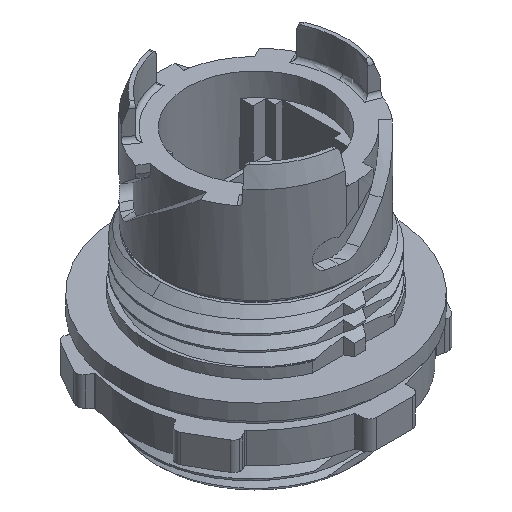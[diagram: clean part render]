
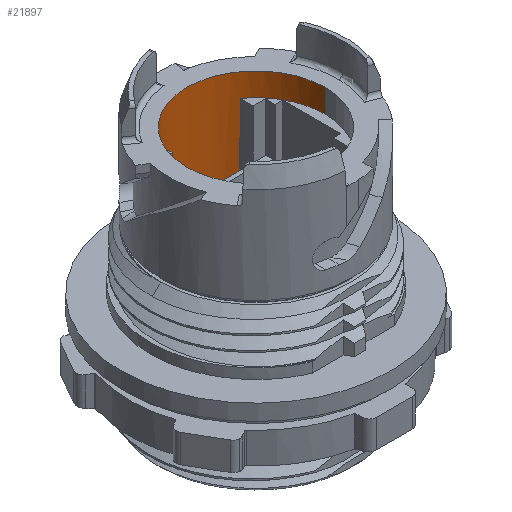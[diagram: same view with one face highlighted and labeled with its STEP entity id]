
A CAD part, isometric view. The second image highlights one B-rep face of the part: STEP entity #21897.
In plain terms, the highlighted cylindrical face has radius 8.725 mm (diameter 17.45 mm), a partial arc.
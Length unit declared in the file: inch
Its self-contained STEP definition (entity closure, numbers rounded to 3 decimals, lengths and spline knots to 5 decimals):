
#667 = EDGE_CURVE ( 'NONE', #6762, #23820, #11331, .T. ) ;
#1351 = CARTESIAN_POINT ( 'NONE',  ( 0.19691, 0.28146, 0.09144 ) ) ;
#1516 = CARTESIAN_POINT ( 'NONE',  ( -0.20133, 0.27832, 0.59843 ) ) ;
#1610 = DIRECTION ( 'NONE',  ( 0., 0., 1. ) ) ;
#1623 = CIRCLE ( 'NONE', #7665, 0.3435 ) ;
#1883 = DIRECTION ( 'NONE',  ( 0., -1., 0. ) ) ;
#2730 = DIRECTION ( 'NONE',  ( 0., -1., 0. ) ) ;
#2843 = CARTESIAN_POINT ( 'NONE',  ( 0., 0., 0.59843 ) ) ;
#3263 = CARTESIAN_POINT ( 'NONE',  ( -0.19839, 0.28043, 0.26138 ) ) ;
#4030 = DIRECTION ( 'NONE',  ( 0., 0., 1. ) ) ;
#4067 = ORIENTED_EDGE ( 'NONE', *, *, #31340, .F. ) ;
#4525 = CARTESIAN_POINT ( 'NONE',  ( 0.19839, 0.28043, 0.26138 ) ) ;
#4566 = FACE_OUTER_BOUND ( 'NONE', #29002, .T. ) ;
#5249 = CARTESIAN_POINT ( 'NONE',  ( 0., 0., 0.09144 ) ) ;
#5909 = CARTESIAN_POINT ( 'NONE',  ( -0.3435, 0., 0.71378 ) ) ;
#5939 = VERTEX_POINT ( 'NONE', #6504 ) ;
#6431 = DIRECTION ( 'NONE',  ( 0., 0., -1. ) ) ;
#6504 = CARTESIAN_POINT ( 'NONE',  ( 0.20133, 0.27832, 0.59843 ) ) ;
#6762 = VERTEX_POINT ( 'NONE', #1516 ) ;
#7665 = AXIS2_PLACEMENT_3D ( 'NONE', #5249, #8379, #1883 ) ;
#7768 = CARTESIAN_POINT ( 'NONE',  ( -0.20133, 0.27832, 0.59843 ) ) ;
#8338 = CIRCLE ( 'NONE', #32902, 0.3435 ) ;
#8379 = DIRECTION ( 'NONE',  ( 0., 0., 1. ) ) ;
#9369 = VECTOR ( 'NONE', #36065, 39.37008 ) ;
#11297 = CARTESIAN_POINT ( 'NONE',  ( -0.3435, 0., 0.59843 ) ) ;
#11331 = CIRCLE ( 'NONE', #21892, 0.3435 ) ;
#11432 = DIRECTION ( 'NONE',  ( 1., 0., 0. ) ) ;
#11622 = ORIENTED_EDGE ( 'NONE', *, *, #40735, .F. ) ;
#12313 = ORIENTED_EDGE ( 'NONE', *, *, #36713, .F. ) ;
#13298 = EDGE_CURVE ( 'NONE', #20822, #15077, #16162, .T. ) ;
#14455 = CIRCLE ( 'NONE', #23049, 0.3435 ) ;
#15010 =( BOUNDED_CURVE ( )  B_SPLINE_CURVE ( 3, ( #27224, #33040, #4525, #1351 ),
 .UNSPECIFIED., .F., .F. ) 
 B_SPLINE_CURVE_WITH_KNOTS ( ( 4, 4 ),
 ( 0.94454, 0.96035 ),
 .UNSPECIFIED. ) 
 CURVE ( )  GEOMETRIC_REPRESENTATION_ITEM ( )  RATIONAL_B_SPLINE_CURVE ( ( 1., 1., 1., 1. ) ) 
 REPRESENTATION_ITEM ( '' )  );
#15077 = VERTEX_POINT ( 'NONE', #29395 ) ;
#15819 = VECTOR ( 'NONE', #4030, 39.37008 ) ;
#16162 = LINE ( 'NONE', #19867, #15819 ) ;
#17482 = CYLINDRICAL_SURFACE ( 'NONE', #27379, 0.3435 ) ;
#19867 = CARTESIAN_POINT ( 'NONE',  ( 0.3435, 0., 0.59843 ) ) ;
#20822 = VERTEX_POINT ( 'NONE', #31664 ) ;
#20995 = ORIENTED_EDGE ( 'NONE', *, *, #23610, .F. ) ;
#21892 = AXIS2_PLACEMENT_3D ( 'NONE', #2843, #37412, #34083 ) ;
#21897 = ADVANCED_FACE ( 'NONE', ( #4566 ), #17482, .F. ) ;
#22040 = DIRECTION ( 'NONE',  ( 0., -1., 0. ) ) ;
#22910 = EDGE_CURVE ( 'NONE', #5939, #35078, #15010, .T. ) ;
#23049 = AXIS2_PLACEMENT_3D ( 'NONE', #31434, #6431, #22040 ) ;
#23378 = CARTESIAN_POINT ( 'NONE',  ( -0.19691, 0.28146, 0.09144 ) ) ;
#23610 = EDGE_CURVE ( 'NONE', #20822, #5939, #8338, .T. ) ;
#23820 = VERTEX_POINT ( 'NONE', #35380 ) ;
#24827 = CARTESIAN_POINT ( 'NONE',  ( 0., 0., 0.59843 ) ) ;
#25251 = ORIENTED_EDGE ( 'NONE', *, *, #13298, .T. ) ;
#26001 = EDGE_CURVE ( 'NONE', #27135, #6762, #29331, .T. ) ;
#27135 = VERTEX_POINT ( 'NONE', #32652 ) ;
#27224 = CARTESIAN_POINT ( 'NONE',  ( 0.20133, 0.27832, 0.59843 ) ) ;
#27379 = AXIS2_PLACEMENT_3D ( 'NONE', #30198, #1610, #11432 ) ;
#28052 = ORIENTED_EDGE ( 'NONE', *, *, #22910, .F. ) ;
#29002 = EDGE_LOOP ( 'NONE', ( #38279, #39606, #4067, #28052, #20995, #25251, #12313, #11622 ) ) ;
#29331 =( BOUNDED_CURVE ( )  B_SPLINE_CURVE ( 3, ( #23378, #3263, #38230, #7768 ),
 .UNSPECIFIED., .F., .F. ) 
 B_SPLINE_CURVE_WITH_KNOTS ( ( 4, 4 ),
 ( 5.32284, 5.33865 ),
 .UNSPECIFIED. ) 
 CURVE ( )  GEOMETRIC_REPRESENTATION_ITEM ( )  RATIONAL_B_SPLINE_CURVE ( ( 1., 1., 1., 1. ) ) 
 REPRESENTATION_ITEM ( '' )  );
#29395 = CARTESIAN_POINT ( 'NONE',  ( 0.3435, 0., 0.71378 ) ) ;
#30198 = CARTESIAN_POINT ( 'NONE',  ( 0., 0., 0.59843 ) ) ;
#31340 = EDGE_CURVE ( 'NONE', #35078, #27135, #1623, .T. ) ;
#31434 = CARTESIAN_POINT ( 'NONE',  ( 0., 0., 0.71378 ) ) ;
#31664 = CARTESIAN_POINT ( 'NONE',  ( 0.3435, 0., 0.59843 ) ) ;
#32047 = CARTESIAN_POINT ( 'NONE',  ( 0.19691, 0.28146, 0.09144 ) ) ;
#32652 = CARTESIAN_POINT ( 'NONE',  ( -0.19691, 0.28146, 0.09144 ) ) ;
#32902 = AXIS2_PLACEMENT_3D ( 'NONE', #24827, #34170, #2730 ) ;
#33040 = CARTESIAN_POINT ( 'NONE',  ( 0.19987, 0.27938, 0.43038 ) ) ;
#34083 = DIRECTION ( 'NONE',  ( 0., -1., 0. ) ) ;
#34170 = DIRECTION ( 'NONE',  ( 0., 0., 1. ) ) ;
#34722 = VERTEX_POINT ( 'NONE', #5909 ) ;
#35078 = VERTEX_POINT ( 'NONE', #32047 ) ;
#35380 = CARTESIAN_POINT ( 'NONE',  ( -0.3435, 0., 0.59843 ) ) ;
#36065 = DIRECTION ( 'NONE',  ( 0., 0., 1. ) ) ;
#36684 = LINE ( 'NONE', #11297, #9369 ) ;
#36713 = EDGE_CURVE ( 'NONE', #34722, #15077, #14455, .T. ) ;
#37412 = DIRECTION ( 'NONE',  ( 0., 0., 1. ) ) ;
#38230 = CARTESIAN_POINT ( 'NONE',  ( -0.19987, 0.27938, 0.43038 ) ) ;
#38279 = ORIENTED_EDGE ( 'NONE', *, *, #667, .F. ) ;
#39606 = ORIENTED_EDGE ( 'NONE', *, *, #26001, .F. ) ;
#40735 = EDGE_CURVE ( 'NONE', #23820, #34722, #36684, .T. ) ;
